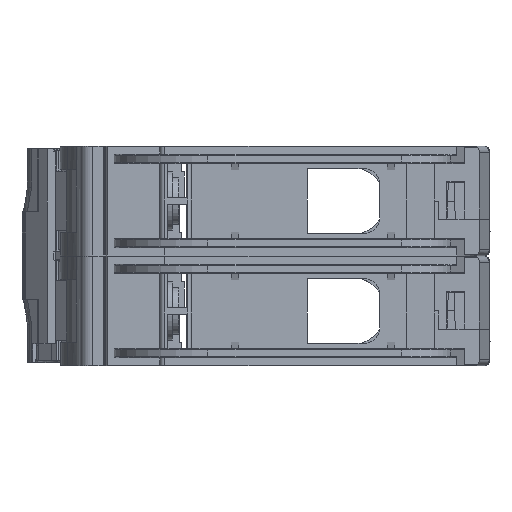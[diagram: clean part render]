
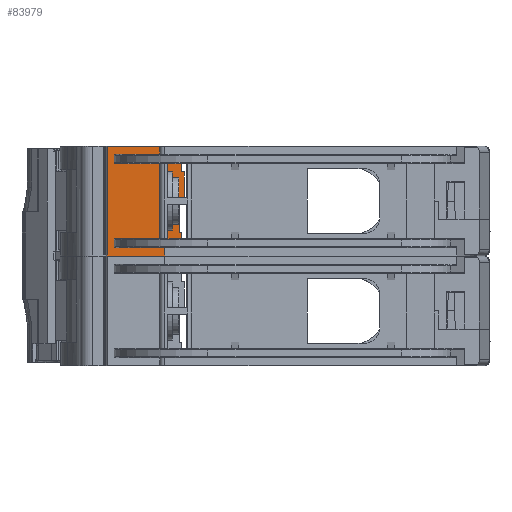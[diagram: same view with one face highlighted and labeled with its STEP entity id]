
A CAD part, left-side view. The second image highlights one B-rep face of the part: STEP entity #83979.
In plain terms, the highlighted planar face has unit normal (-1, 0, 0).
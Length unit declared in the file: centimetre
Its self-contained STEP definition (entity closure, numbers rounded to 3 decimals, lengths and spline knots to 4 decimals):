
#2963 = EDGE_LOOP ( 'NONE', ( #86959, #86963, #86961, #86962, #86965, #86964, #86966, #86967, #86968, #86969, #86970 ) ) ;
#12239 = EDGE_CURVE ( 'NONE', #33241, #33240, #65868, .T. ) ;
#12297 = EDGE_CURVE ( 'NONE', #33289, #33241, #65904, .T. ) ;
#12299 = EDGE_CURVE ( 'NONE', #33290, #33289, #65906, .T. ) ;
#12300 = EDGE_CURVE ( 'NONE', #33240, #33291, #65907, .T. ) ;
#12301 = EDGE_CURVE ( 'NONE', #33292, #33291, #65908, .T. ) ;
#12302 = EDGE_CURVE ( 'NONE', #33292, #33293, #65909, .T. ) ;
#12303 = EDGE_CURVE ( 'NONE', #33294, #33293, #65910, .T. ) ;
#12304 = EDGE_CURVE ( 'NONE', #33295, #33294, #65911, .T. ) ;
#12305 = EDGE_CURVE ( 'NONE', #33295, #33296, #65912, .T. ) ;
#12306 = EDGE_CURVE ( 'NONE', #33297, #33296, #65913, .T. ) ;
#12307 = EDGE_CURVE ( 'NONE', #33297, #33290, #65914, .T. ) ;
#12540 = VECTOR ( 'NONE', #32255, 100. ) ;
#26232 = VECTOR ( 'NONE', #32008, 100. ) ;
#26259 = VECTOR ( 'NONE', #31985, 100. ) ;
#26262 = VECTOR ( 'NONE', #31991, 100. ) ;
#26268 = VECTOR ( 'NONE', #31981, 100. ) ;
#26278 = VECTOR ( 'NONE', #31995, 100. ) ;
#26282 = VECTOR ( 'NONE', #31999, 100. ) ;
#26287 = VECTOR ( 'NONE', #32003, 100. ) ;
#26298 = VECTOR ( 'NONE', #32001, 100. ) ;
#26311 = VECTOR ( 'NONE', #31997, 100. ) ;
#26500 = VECTOR ( 'NONE', #31987, 100. ) ;
#31981 = DIRECTION ( 'NONE',  ( 0., 0., 1. ) ) ;
#31982 = CARTESIAN_POINT ( 'NONE',  ( -2.2465, 4.9414, -0.89 ) ) ;
#31985 = DIRECTION ( 'NONE',  ( 0., -1., 0. ) ) ;
#31986 = CARTESIAN_POINT ( 'NONE',  ( -2.2465, 2.4839, -0.4143 ) ) ;
#31987 = DIRECTION ( 'NONE',  ( 0., 0., 1. ) ) ;
#31988 = CARTESIAN_POINT ( 'NONE',  ( -2.2465, 4.8897, -0.89 ) ) ;
#31991 = DIRECTION ( 'NONE',  ( 0., 0.016, -1. ) ) ;
#31994 = CARTESIAN_POINT ( 'NONE',  ( -2.2465, 4.8897, -0.74 ) ) ;
#31995 = DIRECTION ( 'NONE',  ( 0., 1., 0. ) ) ;
#31996 = CARTESIAN_POINT ( 'NONE',  ( -2.2465, 2.2803, -0.88 ) ) ;
#31997 = DIRECTION ( 'NONE',  ( 0., 0., 1. ) ) ;
#31998 = CARTESIAN_POINT ( 'NONE',  ( -2.2465, 4.9705, -0.89 ) ) ;
#31999 = DIRECTION ( 'NONE',  ( 0., -1., 0. ) ) ;
#32000 = CARTESIAN_POINT ( 'NONE',  ( -2.2465, 2.4839, -1.38 ) ) ;
#32001 = DIRECTION ( 'NONE',  ( 0., 0., 1. ) ) ;
#32002 = CARTESIAN_POINT ( 'NONE',  ( -2.2465, 4.9305, -0.89 ) ) ;
#32003 = DIRECTION ( 'NONE',  ( 0., 1., 0. ) ) ;
#32005 = CARTESIAN_POINT ( 'NONE',  ( -2.2465, 7.4839, 0. ) ) ;
#32008 = DIRECTION ( 'NONE',  ( 0., 0., -1. ) ) ;
#32009 = CARTESIAN_POINT ( 'NONE',  ( -2.2465, 6.1209, -0.89 ) ) ;
#32255 = DIRECTION ( 'NONE',  ( 0., -1., 0. ) ) ;
#32256 = CARTESIAN_POINT ( 'NONE',  ( -2.2465, 7.4839, -1.76 ) ) ;
#33240 = VERTEX_POINT ( 'NONE', #36088 ) ;
#33241 = VERTEX_POINT ( 'NONE', #36090 ) ;
#33289 = VERTEX_POINT ( 'NONE', #36176 ) ;
#33290 = VERTEX_POINT ( 'NONE', #36178 ) ;
#33291 = VERTEX_POINT ( 'NONE', #36180 ) ;
#33292 = VERTEX_POINT ( 'NONE', #36182 ) ;
#33293 = VERTEX_POINT ( 'NONE', #36184 ) ;
#33294 = VERTEX_POINT ( 'NONE', #36185 ) ;
#33295 = VERTEX_POINT ( 'NONE', #36186 ) ;
#33296 = VERTEX_POINT ( 'NONE', #36187 ) ;
#33297 = VERTEX_POINT ( 'NONE', #36188 ) ;
#36088 = CARTESIAN_POINT ( 'NONE',  ( -2.2465, 4.9305, -1.76 ) ) ;
#36090 = CARTESIAN_POINT ( 'NONE',  ( -2.2465, 6.1209, -1.76 ) ) ;
#36176 = CARTESIAN_POINT ( 'NONE',  ( -2.2465, 6.1209, 0. ) ) ;
#36178 = CARTESIAN_POINT ( 'NONE',  ( -2.2465, 4.9414, 0. ) ) ;
#36180 = CARTESIAN_POINT ( 'NONE',  ( -2.2465, 4.9305, -1.38 ) ) ;
#36182 = CARTESIAN_POINT ( 'NONE',  ( -2.2465, 4.9705, -1.38 ) ) ;
#36184 = CARTESIAN_POINT ( 'NONE',  ( -2.2465, 4.9705, -0.88 ) ) ;
#36185 = CARTESIAN_POINT ( 'NONE',  ( -2.2465, 4.892, -0.88 ) ) ;
#36186 = CARTESIAN_POINT ( 'NONE',  ( -2.2465, 4.8897, -0.74 ) ) ;
#36187 = CARTESIAN_POINT ( 'NONE',  ( -2.2465, 4.8897, -0.4143 ) ) ;
#36188 = CARTESIAN_POINT ( 'NONE',  ( -2.2465, 4.9414, -0.4143 ) ) ;
#58134 = PLANE ( 'NONE',  #62992 ) ;
#58135 = CARTESIAN_POINT ( 'NONE',  ( -2.2465, 7.4839, -0.89 ) ) ;
#58136 = DIRECTION ( 'NONE',  ( -1., 0., 0. ) ) ;
#58137 = DIRECTION ( 'NONE',  ( 0., 0., 1. ) ) ;
#61302 = FACE_OUTER_BOUND ( 'NONE', #2963, .T. ) ;
#62992 = AXIS2_PLACEMENT_3D ( 'NONE', #58135, #58136, #58137 ) ;
#65868 = LINE ( 'NONE', #32256, #12540 ) ;
#65904 = LINE ( 'NONE', #32009, #26232 ) ;
#65906 = LINE ( 'NONE', #32005, #26287 ) ;
#65907 = LINE ( 'NONE', #32002, #26298 ) ;
#65908 = LINE ( 'NONE', #32000, #26282 ) ;
#65909 = LINE ( 'NONE', #31998, #26311 ) ;
#65910 = LINE ( 'NONE', #31996, #26278 ) ;
#65911 = LINE ( 'NONE', #31994, #26262 ) ;
#65912 = LINE ( 'NONE', #31988, #26500 ) ;
#65913 = LINE ( 'NONE', #31986, #26259 ) ;
#65914 = LINE ( 'NONE', #31982, #26268 ) ;
#83979 = ADVANCED_FACE ( 'NONE', ( #61302 ), #58134, .T. ) ;
#86959 = ORIENTED_EDGE ( 'NONE', *, *, #12299, .T. ) ;
#86961 = ORIENTED_EDGE ( 'NONE', *, *, #12239, .T. ) ;
#86962 = ORIENTED_EDGE ( 'NONE', *, *, #12300, .T. ) ;
#86963 = ORIENTED_EDGE ( 'NONE', *, *, #12297, .T. ) ;
#86964 = ORIENTED_EDGE ( 'NONE', *, *, #12302, .T. ) ;
#86965 = ORIENTED_EDGE ( 'NONE', *, *, #12301, .F. ) ;
#86966 = ORIENTED_EDGE ( 'NONE', *, *, #12303, .F. ) ;
#86967 = ORIENTED_EDGE ( 'NONE', *, *, #12304, .F. ) ;
#86968 = ORIENTED_EDGE ( 'NONE', *, *, #12305, .T. ) ;
#86969 = ORIENTED_EDGE ( 'NONE', *, *, #12306, .F. ) ;
#86970 = ORIENTED_EDGE ( 'NONE', *, *, #12307, .T. ) ;
